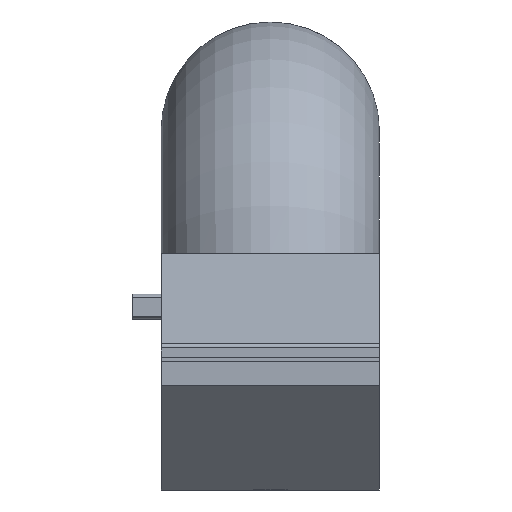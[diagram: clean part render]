
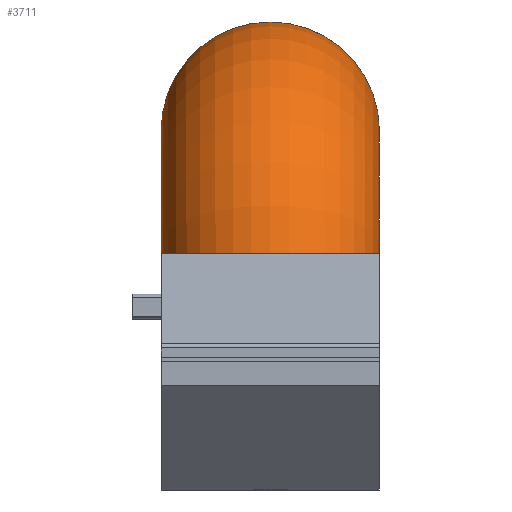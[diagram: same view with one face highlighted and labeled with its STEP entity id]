
A CAD part, front view. The second image highlights one B-rep face of the part: STEP entity #3711.
In plain terms, the highlighted toroidal (fillet/blend) face has major radius 37 mm and minor radius 23 mm.
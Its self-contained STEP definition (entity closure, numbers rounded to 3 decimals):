
#317=TOROIDAL_SURFACE('',#4082,37.,23.);
#483=FACE_OUTER_BOUND('',#687,.T.);
#687=EDGE_LOOP('',(#2719,#2720,#2721,#2722,#2723,#2724,#2725));
#1618=CIRCLE('',#4046,37.);
#1626=CIRCLE('',#4057,23.);
#1632=CIRCLE('',#4077,23.);
#1634=CIRCLE('',#4083,23.);
#1635=CIRCLE('',#4084,37.);
#1636=CIRCLE('',#4085,23.);
#1637=CIRCLE('',#4086,19.5);
#1768=VERTEX_POINT('',#5551);
#1769=VERTEX_POINT('',#5553);
#1785=VERTEX_POINT('',#5591);
#1786=VERTEX_POINT('',#5592);
#1802=VERTEX_POINT('',#5661);
#1803=VERTEX_POINT('',#5662);
#1804=VERTEX_POINT('',#5665);
#2110=EDGE_CURVE('',#1769,#1768,#1618,.T.);
#2129=EDGE_CURVE('',#1785,#1786,#1626,.T.);
#2157=EDGE_CURVE('',#1786,#1769,#1632,.T.);
#2164=EDGE_CURVE('',#1802,#1803,#1634,.T.);
#2165=EDGE_CURVE('',#1803,#1785,#1635,.T.);
#2166=EDGE_CURVE('',#1804,#1768,#1636,.T.);
#2167=EDGE_CURVE('',#1804,#1802,#1637,.T.);
#2719=ORIENTED_EDGE('',*,*,#2164,.T.);
#2720=ORIENTED_EDGE('',*,*,#2165,.T.);
#2721=ORIENTED_EDGE('',*,*,#2129,.T.);
#2722=ORIENTED_EDGE('',*,*,#2157,.T.);
#2723=ORIENTED_EDGE('',*,*,#2110,.T.);
#2724=ORIENTED_EDGE('',*,*,#2166,.F.);
#2725=ORIENTED_EDGE('',*,*,#2167,.T.);
#3711=ADVANCED_FACE('',(#483),#317,.T.);
#4046=AXIS2_PLACEMENT_3D('',#5554,#4441,#4442);
#4057=AXIS2_PLACEMENT_3D('',#5593,#4474,#4475);
#4077=AXIS2_PLACEMENT_3D('',#5648,#4536,#4537);
#4082=AXIS2_PLACEMENT_3D('',#5660,#4551,#4552);
#4083=AXIS2_PLACEMENT_3D('',#5663,#4553,#4554);
#4084=AXIS2_PLACEMENT_3D('',#5664,#4555,#4556);
#4085=AXIS2_PLACEMENT_3D('',#5666,#4557,#4558);
#4086=AXIS2_PLACEMENT_3D('',#5667,#4559,#4560);
#4441=DIRECTION('center_axis',(1.,0.,0.));
#4442=DIRECTION('ref_axis',(0.,0.,1.));
#4474=DIRECTION('center_axis',(0.,0.189,0.982));
#4475=DIRECTION('ref_axis',(0.,-0.982,0.189));
#4536=DIRECTION('center_axis',(0.,0.189,0.982));
#4537=DIRECTION('ref_axis',(0.,-0.982,0.189));
#4551=DIRECTION('center_axis',(1.,0.,0.));
#4552=DIRECTION('ref_axis',(0.,0.,-1.));
#4553=DIRECTION('center_axis',(0.,-1.,0.));
#4554=DIRECTION('ref_axis',(1.,0.,0.));
#4555=DIRECTION('center_axis',(1.,0.,0.));
#4556=DIRECTION('ref_axis',(0.,-0.766,-0.643));
#4557=DIRECTION('center_axis',(0.,0.643,-0.766));
#4558=DIRECTION('ref_axis',(1.,0.,0.));
#4559=DIRECTION('center_axis',(-1.,0.,0.));
#4560=DIRECTION('ref_axis',(0.,0.,1.));
#5551=CARTESIAN_POINT('',(23.,30.,0.));
#5553=CARTESIAN_POINT('',(23.,22.008,30.762));
#5554=CARTESIAN_POINT('Origin',(23.,58.344,23.783));
#5591=CARTESIAN_POINT('',(-23.,22.008,30.762));
#5592=CARTESIAN_POINT('',(0.,-0.579,35.101));
#5593=CARTESIAN_POINT('Origin',(0.,22.008,30.762));
#5648=CARTESIAN_POINT('Origin',(0.,22.008,30.762));
#5660=CARTESIAN_POINT('Origin',(0.,58.344,23.783));
#5661=CARTESIAN_POINT('',(14.925,58.344,43.283));
#5662=CARTESIAN_POINT('',(-23.,58.344,60.783));
#5663=CARTESIAN_POINT('Origin',(0.,58.344,60.783));
#5664=CARTESIAN_POINT('Origin',(-23.,58.344,23.783));
#5665=CARTESIAN_POINT('',(14.925,43.406,11.249));
#5666=CARTESIAN_POINT('Origin',(0.,30.,0.));
#5667=CARTESIAN_POINT('Origin',(14.925,58.344,23.783));
